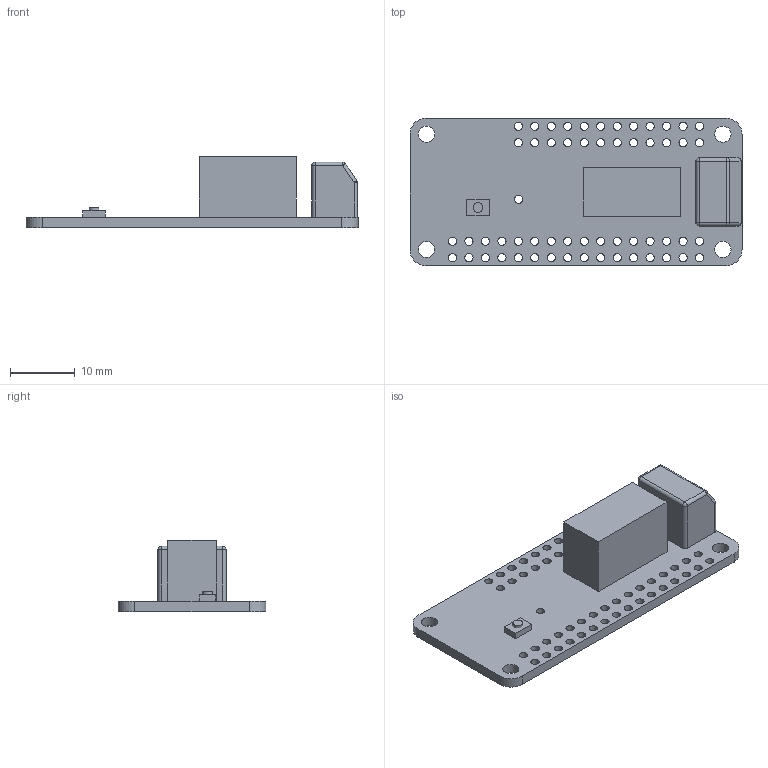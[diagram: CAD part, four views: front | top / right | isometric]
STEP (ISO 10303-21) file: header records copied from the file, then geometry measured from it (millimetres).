
FILE_DESCRIPTION(/* description */ (''),/* implementation_level */ '2;1');
FILE_NAME(/* name */ '2895 Relay Feather Wing (1).step',/* time_stamp */ '2020-03-14T13:07:10+00:00',/* author */ (''),/* organization */ (''),/* preprocessor_version */ 'ST-DEVELOPER v18',/* originating_system */ 'Autodesk Translation Framework v8.12.0.6',/* authorisation */ '');
FILE_SCHEMA (('AUTOMOTIVE_DESIGN { 1 0 10303 214 3 1 1 }'));
Length unit declared in the file: millimetre
Products named in the file (1): (Unsaved)
Bounding box: 51.2 x 22.8 x 11 mm (x, y, z)
Volume: 3363.1 mm3; surface area: 3900.6 mm2
Topology: 5 solids, 5 shells, 119 faces, 300 edges, 194 vertices
Faces by surface type: cylinder 83, plane 30, sphere 6
Full cylindrical faces by diameter (mm): 1.27 x63, 1.5 x1, 2.5 x4
Entity records: 3942 total; most frequent: DIRECTION 706, CARTESIAN_POINT 614, ORIENTED_EDGE 600, EDGE_CURVE 300, AXIS2_PLACEMENT_3D 286, EDGE_LOOP 250, VERTEX_POINT 194, CIRCLE 166
